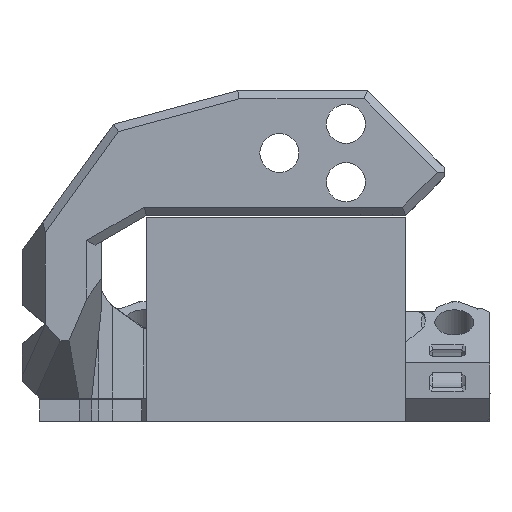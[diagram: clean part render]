
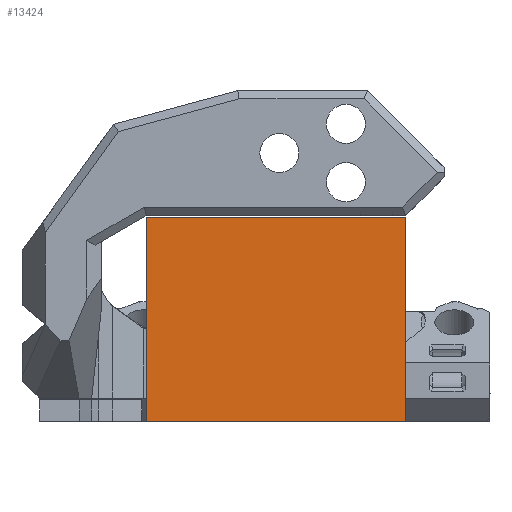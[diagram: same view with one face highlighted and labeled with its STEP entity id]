
A CAD part, front view. The second image highlights one B-rep face of the part: STEP entity #13424.
In plain terms, the highlighted planar face has unit normal (0, -1, 0).
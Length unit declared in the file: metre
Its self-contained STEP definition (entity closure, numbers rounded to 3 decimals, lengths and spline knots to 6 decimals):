
#2255=ORIENTED_EDGE('',*,*,#5436,.T.);
#2256=ORIENTED_EDGE('',*,*,#5437,.F.);
#2257=ORIENTED_EDGE('',*,*,#5438,.F.);
#2258=ORIENTED_EDGE('',*,*,#5439,.T.);
#5436=EDGE_CURVE('',#7155,#7156,#8534,.T.);
#5437=EDGE_CURVE('',#7157,#7156,#8535,.T.);
#5438=EDGE_CURVE('',#7158,#7157,#8536,.T.);
#5439=EDGE_CURVE('',#7158,#7155,#8537,.T.);
#7155=VERTEX_POINT('',#21203);
#7156=VERTEX_POINT('',#21204);
#7157=VERTEX_POINT('',#21206);
#7158=VERTEX_POINT('',#21208);
#8534=LINE('',#21202,#10313);
#8535=LINE('',#21205,#10314);
#8536=LINE('',#21207,#10315);
#8537=LINE('',#21209,#10316);
#10313=VECTOR('',#16243,1.);
#10314=VECTOR('',#16244,1.);
#10315=VECTOR('',#16245,1.);
#10316=VECTOR('',#16246,1.);
#11449=EDGE_LOOP('',(#2255,#2256,#2257,#2258));
#12193=FACE_BOUND('',#11449,.T.);
#12821=PLANE('',#14171);
#13424=ADVANCED_FACE('',(#12193),#12821,.F.);
#14171=AXIS2_PLACEMENT_3D('',#21201,#16241,#16242);
#16241=DIRECTION('',(0.,1.,0.));
#16242=DIRECTION('',(0.,0.,1.));
#16243=DIRECTION('',(-1.,0.,0.));
#16244=DIRECTION('',(0.,0.,1.));
#16245=DIRECTION('',(-1.,0.,0.));
#16246=DIRECTION('',(0.,0.,1.));
#21201=CARTESIAN_POINT('',(-0.005589,-0.038886,0.055462));
#21202=CARTESIAN_POINT('',(-0.005589,-0.038886,0.080029));
#21203=CARTESIAN_POINT('',(0.012792,-0.038886,0.080029));
#21204=CARTESIAN_POINT('',(-0.018384,-0.038886,0.080029));
#21205=CARTESIAN_POINT('',(-0.018384,-0.038886,0.055462));
#21206=CARTESIAN_POINT('',(-0.018384,-0.038886,0.055464));
#21207=CARTESIAN_POINT('',(-0.005589,-0.038886,0.055464));
#21208=CARTESIAN_POINT('',(0.012792,-0.038886,0.055464));
#21209=CARTESIAN_POINT('',(0.012792,-0.038886,0.055462));
